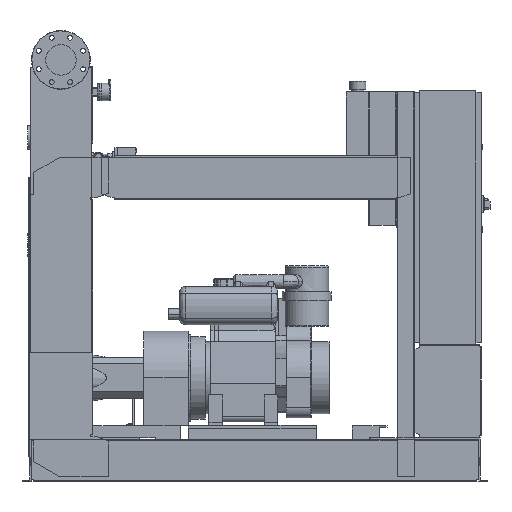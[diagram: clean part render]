
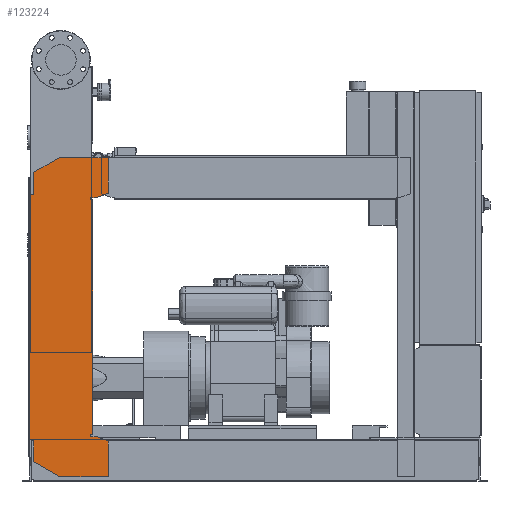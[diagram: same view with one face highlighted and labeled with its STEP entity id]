
A CAD part, front view. The second image highlights one B-rep face of the part: STEP entity #123224.
In plain terms, the highlighted free-form (B-spline) face has degree [1, 1] with [2, 2] control points.
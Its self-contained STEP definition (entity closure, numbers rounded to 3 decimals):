
#122709=CARTESIAN_POINT('',(-102.0,-463.5,1076.0));
#122710=VERTEX_POINT('',#122709);
#122717=CARTESIAN_POINT('',(-102.0,-463.5,1158.574));
#122718=VERTEX_POINT('',#122717);
#122719=CARTESIAN_POINT('',(-102.0,-463.5,1076.0));
#122720=DIRECTION('',(0.0,0.0,1.0));
#122721=VECTOR('',#122720,82.574);
#122722=LINE('',#122719,#122721);
#122723=EDGE_CURVE('',#122710,#122718,#122722,.T.);
#122741=CARTESIAN_POINT('',(-6.,-463.5,1214.0));
#122742=VERTEX_POINT('',#122741);
#122743=CARTESIAN_POINT('',(-102.0,-463.5,1158.574));
#122744=DIRECTION('',(0.866,0.0,0.5));
#122745=VECTOR('',#122744,110.851);
#122746=LINE('',#122743,#122745);
#122747=EDGE_CURVE('',#122718,#122742,#122746,.T.);
#122765=CARTESIAN_POINT('',(177.0,-463.5,1214.0));
#122766=VERTEX_POINT('',#122765);
#122767=CARTESIAN_POINT('',(-6.,-463.5,1214.0));
#122768=DIRECTION('',(1.0,0.0,0.0));
#122769=VECTOR('',#122768,183.0);
#122770=LINE('',#122767,#122769);
#122771=EDGE_CURVE('',#122742,#122766,#122770,.T.);
#122789=CARTESIAN_POINT('',(177.0,-463.5,1080.379));
#122790=VERTEX_POINT('',#122789);
#122791=CARTESIAN_POINT('',(177.0,-463.5,1214.0));
#122792=DIRECTION('',(0.0,0.0,-1.0));
#122793=VECTOR('',#122792,133.621);
#122794=LINE('',#122791,#122793);
#122795=EDGE_CURVE('',#122766,#122790,#122794,.T.);
#122813=CARTESIAN_POINT('',(132.,-463.5,1064.0));
#122814=VERTEX_POINT('',#122813);
#122815=CARTESIAN_POINT('',(177.0,-463.5,1080.379));
#122816=DIRECTION('',(-0.94,0.0,-0.342));
#122817=VECTOR('',#122816,47.888);
#122818=LINE('',#122815,#122817);
#122819=EDGE_CURVE('',#122790,#122814,#122818,.T.);
#122837=CARTESIAN_POINT('',(112.0,-463.5,1064.0));
#122838=VERTEX_POINT('',#122837);
#122839=CARTESIAN_POINT('',(132.,-463.5,1064.0));
#122840=DIRECTION('',(-1.0,0.0,0.0));
#122841=VECTOR('',#122840,20.);
#122842=LINE('',#122839,#122841);
#122843=EDGE_CURVE('',#122814,#122838,#122842,.T.);
#122861=CARTESIAN_POINT('',(112.0,-463.5,1056.0));
#122862=VERTEX_POINT('',#122861);
#122863=CARTESIAN_POINT('',(112.0,-463.5,1064.0));
#122864=DIRECTION('',(0.0,0.0,-1.0));
#122865=VECTOR('',#122864,8.0);
#122866=LINE('',#122863,#122865);
#122867=EDGE_CURVE('',#122838,#122862,#122866,.T.);
#122885=CARTESIAN_POINT('',(120.,-463.5,1056.0));
#122886=VERTEX_POINT('',#122885);
#122887=CARTESIAN_POINT('',(112.0,-463.5,1056.0));
#122888=DIRECTION('',(1.0,0.0,0.0));
#122889=VECTOR('',#122888,8.);
#122890=LINE('',#122887,#122889);
#122891=EDGE_CURVE('',#122862,#122886,#122890,.T.);
#122909=CARTESIAN_POINT('',(120.,-463.5,176.));
#122910=VERTEX_POINT('',#122909);
#122921=CARTESIAN_POINT('',(120.,-463.5,1056.0));
#122922=DIRECTION('',(0.0,0.0,-1.0));
#122923=VECTOR('',#122922,880.);
#122924=LINE('',#122921,#122923);
#122925=EDGE_CURVE('',#122886,#122910,#122924,.T.);
#122939=CARTESIAN_POINT('',(112.,-463.5,176.));
#122940=VERTEX_POINT('',#122939);
#122941=CARTESIAN_POINT('',(120.,-463.5,176.));
#122942=DIRECTION('',(-1.0,0.0,0.0));
#122943=VECTOR('',#122942,8.);
#122944=LINE('',#122941,#122943);
#122945=EDGE_CURVE('',#122910,#122940,#122944,.T.);
#122963=CARTESIAN_POINT('',(112.,-463.5,168.));
#122964=VERTEX_POINT('',#122963);
#122965=CARTESIAN_POINT('',(112.,-463.5,176.));
#122966=DIRECTION('',(0.0,0.0,-1.0));
#122967=VECTOR('',#122966,8.0);
#122968=LINE('',#122965,#122967);
#122969=EDGE_CURVE('',#122940,#122964,#122968,.T.);
#122987=CARTESIAN_POINT('',(132.,-463.5,168.));
#122988=VERTEX_POINT('',#122987);
#122989=CARTESIAN_POINT('',(112.,-463.5,168.));
#122990=DIRECTION('',(1.0,0.0,0.0));
#122991=VECTOR('',#122990,20.0);
#122992=LINE('',#122989,#122991);
#122993=EDGE_CURVE('',#122964,#122988,#122992,.T.);
#123011=CARTESIAN_POINT('',(177.,-463.5,151.621));
#123012=VERTEX_POINT('',#123011);
#123013=CARTESIAN_POINT('',(132.,-463.5,168.));
#123014=DIRECTION('',(0.94,0.0,-0.342));
#123015=VECTOR('',#123014,47.888);
#123016=LINE('',#123013,#123015);
#123017=EDGE_CURVE('',#122988,#123012,#123016,.T.);
#123035=CARTESIAN_POINT('',(177.,-463.5,18.0));
#123036=VERTEX_POINT('',#123035);
#123037=CARTESIAN_POINT('',(177.,-463.5,151.621));
#123038=DIRECTION('',(0.0,0.0,-1.0));
#123039=VECTOR('',#123038,133.621);
#123040=LINE('',#123037,#123039);
#123041=EDGE_CURVE('',#123012,#123036,#123040,.T.);
#123059=CARTESIAN_POINT('',(-4.,-463.5,18.0));
#123060=VERTEX_POINT('',#123059);
#123061=CARTESIAN_POINT('',(177.,-463.5,18.0));
#123062=DIRECTION('',(-1.0,0.0,0.0));
#123063=VECTOR('',#123062,181.);
#123064=LINE('',#123061,#123063);
#123065=EDGE_CURVE('',#123036,#123060,#123064,.T.);
#123083=CARTESIAN_POINT('',(-102.,-463.5,74.58));
#123084=VERTEX_POINT('',#123083);
#123085=CARTESIAN_POINT('',(-4.,-463.5,18.0));
#123086=DIRECTION('',(-0.866,0.,0.5));
#123087=VECTOR('',#123086,113.161);
#123088=LINE('',#123085,#123087);
#123089=EDGE_CURVE('',#123060,#123084,#123088,.T.);
#123107=CARTESIAN_POINT('',(-102.,-463.5,156.0));
#123108=VERTEX_POINT('',#123107);
#123109=CARTESIAN_POINT('',(-102.,-463.5,74.58));
#123110=DIRECTION('',(0.0,0.0,1.0));
#123111=VECTOR('',#123110,81.42);
#123112=LINE('',#123109,#123111);
#123113=EDGE_CURVE('',#123084,#123108,#123112,.T.);
#123131=CARTESIAN_POINT('',(-122.,-463.5,156.0));
#123132=VERTEX_POINT('',#123131);
#123133=CARTESIAN_POINT('',(-102.,-463.5,156.0));
#123134=DIRECTION('',(-1.0,0.0,0.0));
#123135=VECTOR('',#123134,20.0);
#123136=LINE('',#123133,#123135);
#123137=EDGE_CURVE('',#123108,#123132,#123136,.T.);
#123155=CARTESIAN_POINT('',(-122.0,-463.5,1076.0));
#123156=VERTEX_POINT('',#123155);
#123169=CARTESIAN_POINT('',(-122.,-463.5,156.0));
#123170=DIRECTION('',(0.0,0.0,1.0));
#123171=VECTOR('',#123170,920.0);
#123172=LINE('',#123169,#123171);
#123173=EDGE_CURVE('',#123132,#123156,#123172,.T.);
#123187=CARTESIAN_POINT('',(-122.0,-463.5,1076.0));
#123188=DIRECTION('',(1.0,0.0,0.0));
#123189=VECTOR('',#123188,20.0);
#123190=LINE('',#123187,#123189);
#123191=EDGE_CURVE('',#123156,#122710,#123190,.T.);
#123197=CARTESIAN_POINT('',(-122.,-463.5,18.0));
#123198=CARTESIAN_POINT('',(177.0,-463.5,18.0));
#123199=CARTESIAN_POINT('',(-122.,-463.5,1214.0));
#123200=CARTESIAN_POINT('',(177.0,-463.5,1214.0));
#123201=B_SPLINE_SURFACE_WITH_KNOTS('',1,1,((#123197,#123199),(#123198,#123200)),.UNSPECIFIED.,.F.,.F.,.U.,(2,2),(2,2),(0.0,299.),(0.0,1196.0),.UNSPECIFIED.);
#123202=ORIENTED_EDGE('',*,*,#123191,.F.);
#123203=ORIENTED_EDGE('',*,*,#123173,.F.);
#123204=ORIENTED_EDGE('',*,*,#123137,.F.);
#123205=ORIENTED_EDGE('',*,*,#123113,.F.);
#123206=ORIENTED_EDGE('',*,*,#123089,.F.);
#123207=ORIENTED_EDGE('',*,*,#123065,.F.);
#123208=ORIENTED_EDGE('',*,*,#123041,.F.);
#123209=ORIENTED_EDGE('',*,*,#123017,.F.);
#123210=ORIENTED_EDGE('',*,*,#122993,.F.);
#123211=ORIENTED_EDGE('',*,*,#122969,.F.);
#123212=ORIENTED_EDGE('',*,*,#122945,.F.);
#123213=ORIENTED_EDGE('',*,*,#122925,.F.);
#123214=ORIENTED_EDGE('',*,*,#122891,.F.);
#123215=ORIENTED_EDGE('',*,*,#122867,.F.);
#123216=ORIENTED_EDGE('',*,*,#122843,.F.);
#123217=ORIENTED_EDGE('',*,*,#122819,.F.);
#123218=ORIENTED_EDGE('',*,*,#122795,.F.);
#123219=ORIENTED_EDGE('',*,*,#122771,.F.);
#123220=ORIENTED_EDGE('',*,*,#122747,.F.);
#123221=ORIENTED_EDGE('',*,*,#122723,.F.);
#123222=EDGE_LOOP('',(#123202,#123203,#123204,#123205,#123206,#123207,#123208,#123209,#123210,#123211,#123212,#123213,#123214,#123215,#123216,#123217,#123218,#123219,#123220,#123221));
#123223=FACE_OUTER_BOUND('',#123222,.T.);
#123224=ADVANCED_FACE('',(#123223),#123201,.T.);
